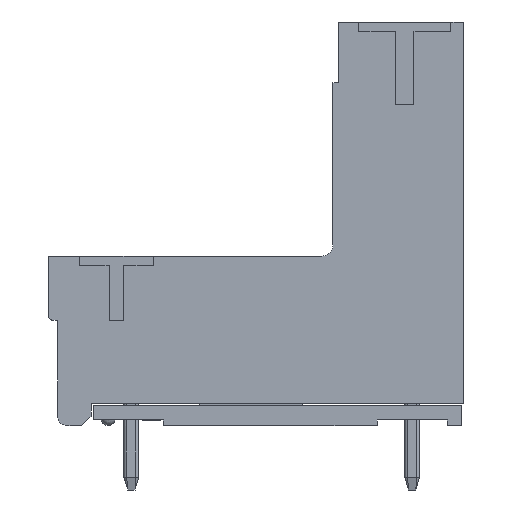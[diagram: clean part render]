
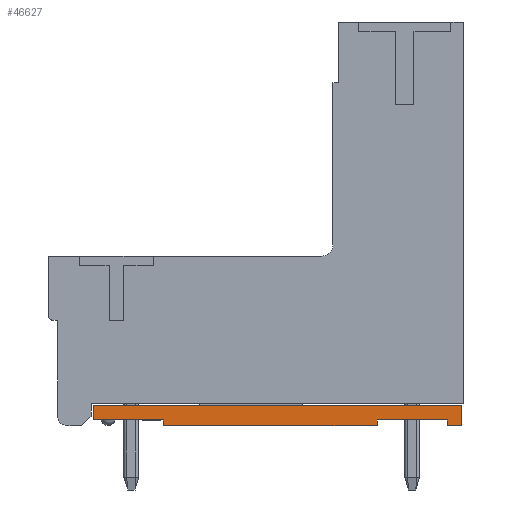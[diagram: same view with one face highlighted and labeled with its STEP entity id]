
A CAD part, left-side view. The second image highlights one B-rep face of the part: STEP entity #46627.
In plain terms, the highlighted planar face has unit normal (-1, 0, 0).
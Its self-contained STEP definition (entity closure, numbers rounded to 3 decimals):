
#45973=CARTESIAN_POINT('',(-21.26,15.84,-0.824));
#45974=VERTEX_POINT('',#45973);
#45981=CARTESIAN_POINT('',(-21.26,15.84,-0.092));
#45982=VERTEX_POINT('',#45981);
#45983=CARTESIAN_POINT('',(-21.26,15.84,-0.824));
#45984=DIRECTION('',(0.,0.,1.));
#45985=VECTOR('',#45984,0.732);
#45986=LINE('',#45983,#45985);
#45987=EDGE_CURVE('',#45974,#45982,#45986,.T.);
#46079=CARTESIAN_POINT('',(-21.26,-2.472,-0.092));
#46080=VERTEX_POINT('',#46079);
#46087=CARTESIAN_POINT('',(-21.26,-2.472,-1.099));
#46088=VERTEX_POINT('',#46087);
#46089=CARTESIAN_POINT('',(-21.26,-2.472,-0.092));
#46090=DIRECTION('',(0.,0.,-1.));
#46091=VECTOR('',#46090,1.007);
#46092=LINE('',#46089,#46091);
#46093=EDGE_CURVE('',#46080,#46088,#46092,.T.);
#46110=CARTESIAN_POINT('',(-21.26,12.361,-0.824));
#46111=VERTEX_POINT('',#46110);
#46118=CARTESIAN_POINT('',(-21.26,12.361,-0.824));
#46119=DIRECTION('',(0.,1.,0.));
#46120=VECTOR('',#46119,3.479);
#46121=LINE('',#46118,#46120);
#46122=EDGE_CURVE('',#46111,#45974,#46121,.T.);
#46305=CARTESIAN_POINT('',(-21.26,-1.74,-1.099));
#46306=VERTEX_POINT('',#46305);
#46307=CARTESIAN_POINT('',(-21.26,-2.472,-1.099));
#46308=DIRECTION('',(0.,1.,0.));
#46309=VECTOR('',#46308,0.732);
#46310=LINE('',#46307,#46309);
#46311=EDGE_CURVE('',#46088,#46306,#46310,.T.);
#46329=CARTESIAN_POINT('',(-21.26,-1.74,-0.824));
#46330=VERTEX_POINT('',#46329);
#46331=CARTESIAN_POINT('',(-21.26,-1.74,-1.099));
#46332=DIRECTION('',(0.,0.,1.));
#46333=VECTOR('',#46332,0.275);
#46334=LINE('',#46331,#46333);
#46335=EDGE_CURVE('',#46306,#46330,#46334,.T.);
#46351=CARTESIAN_POINT('',(-21.26,1.74,-0.824));
#46352=VERTEX_POINT('',#46351);
#46353=CARTESIAN_POINT('',(-21.26,-1.74,-0.824));
#46354=DIRECTION('',(0.,1.,0.));
#46355=VECTOR('',#46354,3.479);
#46356=LINE('',#46353,#46355);
#46357=EDGE_CURVE('',#46330,#46352,#46356,.T.);
#46465=CARTESIAN_POINT('',(-21.26,1.74,-1.099));
#46466=VERTEX_POINT('',#46465);
#46467=CARTESIAN_POINT('',(-21.26,1.74,-0.824));
#46468=DIRECTION('',(0.,0.,-1.));
#46469=VECTOR('',#46468,0.275);
#46470=LINE('',#46467,#46469);
#46471=EDGE_CURVE('',#46352,#46466,#46470,.T.);
#46489=CARTESIAN_POINT('',(-21.26,12.361,-1.099));
#46490=VERTEX_POINT('',#46489);
#46491=CARTESIAN_POINT('',(-21.26,1.74,-1.099));
#46492=DIRECTION('',(0.,1.,0.));
#46493=VECTOR('',#46492,10.621);
#46494=LINE('',#46491,#46493);
#46495=EDGE_CURVE('',#46466,#46490,#46494,.T.);
#46513=CARTESIAN_POINT('',(-21.26,12.361,-1.099));
#46514=DIRECTION('',(0.,0.,1.));
#46515=VECTOR('',#46514,0.275);
#46516=LINE('',#46513,#46515);
#46517=EDGE_CURVE('',#46490,#46111,#46516,.T.);
#46605=CARTESIAN_POINT('',(-21.26,15.84,-1.099));
#46606=DIRECTION('',(0.,-1.,0.));
#46607=DIRECTION('',(-1.,0.,0.));
#46608=AXIS2_PLACEMENT_3D('',#46605,#46607,#46606);
#46609=PLANE('',#46608);
#46610=ORIENTED_EDGE('',*,*,#46517,.F.);
#46611=ORIENTED_EDGE('',*,*,#46495,.F.);
#46612=ORIENTED_EDGE('',*,*,#46471,.F.);
#46613=ORIENTED_EDGE('',*,*,#46357,.F.);
#46614=ORIENTED_EDGE('',*,*,#46335,.F.);
#46615=ORIENTED_EDGE('',*,*,#46311,.F.);
#46616=ORIENTED_EDGE('',*,*,#46093,.F.);
#46617=CARTESIAN_POINT('',(-21.26,-2.472,-0.092));
#46618=DIRECTION('',(0.,1.,0.));
#46619=VECTOR('',#46618,18.312);
#46620=LINE('',#46617,#46619);
#46621=EDGE_CURVE('',#46080,#45982,#46620,.T.);
#46622=ORIENTED_EDGE('',*,*,#46621,.T.);
#46623=ORIENTED_EDGE('',*,*,#45987,.F.);
#46624=ORIENTED_EDGE('',*,*,#46122,.F.);
#46625=EDGE_LOOP('',(#46610,#46611,#46612,#46613,#46614,#46615,#46616,#46622,#46623,#46624));
#46626=FACE_OUTER_BOUND('',#46625,.T.);
#46627=ADVANCED_FACE('',(#46626),#46609,.T.);
